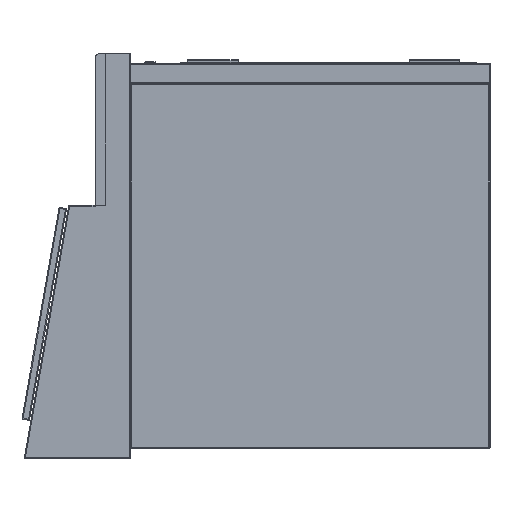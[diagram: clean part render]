
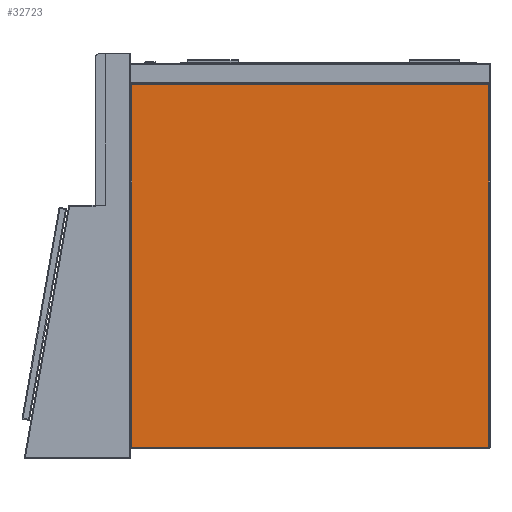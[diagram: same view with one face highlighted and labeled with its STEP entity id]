
A CAD part, left-side view. The second image highlights one B-rep face of the part: STEP entity #32723.
In plain terms, the highlighted planar face has unit normal (-1, 0, 0).
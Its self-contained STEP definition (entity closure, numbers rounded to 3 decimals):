
#373 = LINE ( 'NONE', #38684, #33280 ) ;
#1996 = EDGE_CURVE ( 'NONE', #23753, #10017, #11977, .T. ) ;
#2025 = DIRECTION ( 'NONE',  ( 0., 0., 1. ) ) ;
#2039 = VECTOR ( 'NONE', #21552, 1000. ) ;
#2542 = LINE ( 'NONE', #37101, #11856 ) ;
#3085 = DIRECTION ( 'NONE',  ( 0., 0., -1. ) ) ;
#3299 = ORIENTED_EDGE ( 'NONE', *, *, #35844, .T. ) ;
#3565 = EDGE_CURVE ( 'NONE', #40455, #23753, #19909, .T. ) ;
#10017 = VERTEX_POINT ( 'NONE', #26724 ) ;
#10107 = EDGE_LOOP ( 'NONE', ( #21058, #18054, #3299, #16001 ) ) ;
#11378 = DIRECTION ( 'NONE',  ( -1., 0., 0. ) ) ;
#11856 = VECTOR ( 'NONE', #12124, 1000. ) ;
#11977 = LINE ( 'NONE', #15507, #2039 ) ;
#12124 = DIRECTION ( 'NONE',  ( 0., 1., 0. ) ) ;
#13259 = CARTESIAN_POINT ( 'NONE',  ( -880., -353., -758. ) ) ;
#15136 = PLANE ( 'NONE',  #31743 ) ;
#15507 = CARTESIAN_POINT ( 'NONE',  ( -880., -353., -760. ) ) ;
#15839 = VERTEX_POINT ( 'NONE', #24466 ) ;
#16001 = ORIENTED_EDGE ( 'NONE', *, *, #3565, .T. ) ;
#16287 = CARTESIAN_POINT ( 'NONE',  ( -880., 353., -758. ) ) ;
#18054 = ORIENTED_EDGE ( 'NONE', *, *, #36609, .T. ) ;
#19909 = LINE ( 'NONE', #39463, #20867 ) ;
#20867 = VECTOR ( 'NONE', #30116, 1000. ) ;
#21058 = ORIENTED_EDGE ( 'NONE', *, *, #1996, .T. ) ;
#21552 = DIRECTION ( 'NONE',  ( 0., 0., 1. ) ) ;
#23753 = VERTEX_POINT ( 'NONE', #13259 ) ;
#24466 = CARTESIAN_POINT ( 'NONE',  ( -880., 353., -42. ) ) ;
#26724 = CARTESIAN_POINT ( 'NONE',  ( -880., -353., -42. ) ) ;
#27231 = FACE_OUTER_BOUND ( 'NONE', #10107, .T. ) ;
#30116 = DIRECTION ( 'NONE',  ( 0., -1., 0. ) ) ;
#31743 = AXIS2_PLACEMENT_3D ( 'NONE', #39897, #11378, #2025 ) ;
#32723 = ADVANCED_FACE ( 'Fl�che7', ( #27231 ), #15136, .T. ) ;
#33280 = VECTOR ( 'NONE', #3085, 1000. ) ;
#35844 = EDGE_CURVE ( 'NONE', #15839, #40455, #373, .T. ) ;
#36609 = EDGE_CURVE ( 'NONE', #10017, #15839, #2542, .T. ) ;
#37101 = CARTESIAN_POINT ( 'NONE',  ( -880., 355., -42. ) ) ;
#38684 = CARTESIAN_POINT ( 'NONE',  ( -880., 353., -760. ) ) ;
#39463 = CARTESIAN_POINT ( 'NONE',  ( -880., -355., -758. ) ) ;
#39897 = CARTESIAN_POINT ( 'NONE',  ( -880., -355., -760. ) ) ;
#40455 = VERTEX_POINT ( 'NONE', #16287 ) ;
